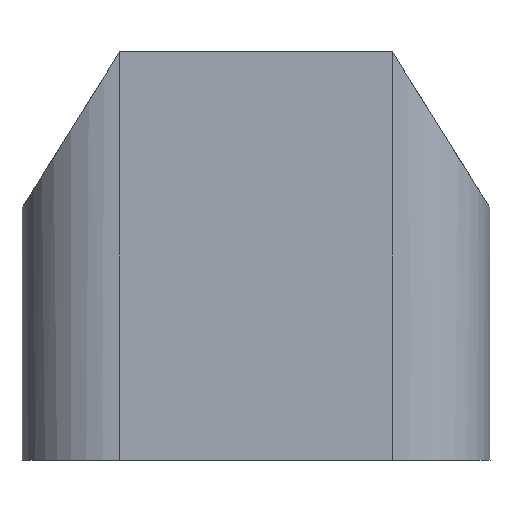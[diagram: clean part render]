
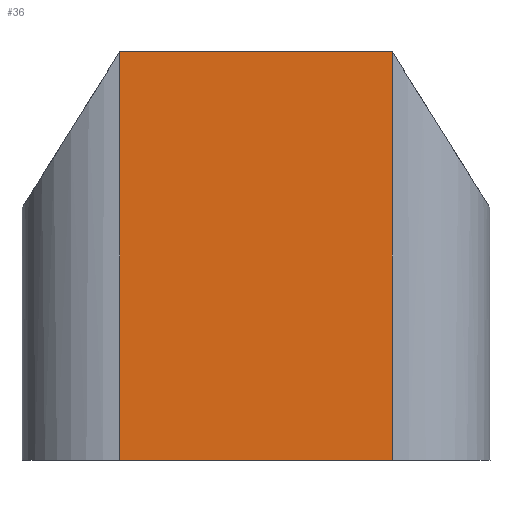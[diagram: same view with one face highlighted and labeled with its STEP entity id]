
A CAD part, left-side view. The second image highlights one B-rep face of the part: STEP entity #36.
In plain terms, the highlighted planar face has unit normal (-1, 0, 0).
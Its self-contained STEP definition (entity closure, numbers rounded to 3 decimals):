
#10 = DIRECTION ( 'NONE',  ( 0., -1., 0. ) ) ;
#14 = EDGE_CURVE ( 'NONE', #239, #268, #289, .T. ) ;
#27 = DIRECTION ( 'NONE',  ( 0., 1., 0. ) ) ;
#32 = FACE_OUTER_BOUND ( 'NONE', #184, .T. ) ;
#36 = ADVANCED_FACE ( 'NONE', ( #32 ), #160, .F. ) ;
#50 = CARTESIAN_POINT ( 'NONE',  ( -7.899, 0., 0. ) ) ;
#62 = AXIS2_PLACEMENT_3D ( 'NONE', #92, #307, #27 ) ;
#92 = CARTESIAN_POINT ( 'NONE',  ( -7.899, 0., 33. ) ) ;
#103 = LINE ( 'NONE', #292, #107 ) ;
#107 = VECTOR ( 'NONE', #167, 1000. ) ;
#147 = ORIENTED_EDGE ( 'NONE', *, *, #173, .T. ) ;
#151 = ORIENTED_EDGE ( 'NONE', *, *, #302, .T. ) ;
#160 = PLANE ( 'NONE',  #62 ) ;
#163 = ORIENTED_EDGE ( 'NONE', *, *, #207, .F. ) ;
#167 = DIRECTION ( 'NONE',  ( 0., 0., -1. ) ) ;
#173 = EDGE_CURVE ( 'NONE', #188, #387, #103, .T. ) ;
#181 = LINE ( 'NONE', #50, #383 ) ;
#184 = EDGE_LOOP ( 'NONE', ( #151, #397, #163, #147 ) ) ;
#188 = VERTEX_POINT ( 'NONE', #290 ) ;
#193 = CARTESIAN_POINT ( 'NONE',  ( -7.899, 0., 33. ) ) ;
#207 = EDGE_CURVE ( 'NONE', #188, #239, #325, .T. ) ;
#233 = CARTESIAN_POINT ( 'NONE',  ( -7.899, 0., 33. ) ) ;
#238 = CARTESIAN_POINT ( 'NONE',  ( -7.899, 22., 0. ) ) ;
#239 = VERTEX_POINT ( 'NONE', #233 ) ;
#268 = VERTEX_POINT ( 'NONE', #327 ) ;
#284 = DIRECTION ( 'NONE',  ( 0., 0., -1. ) ) ;
#289 = LINE ( 'NONE', #193, #374 ) ;
#290 = CARTESIAN_POINT ( 'NONE',  ( -7.899, 22., 33. ) ) ;
#292 = CARTESIAN_POINT ( 'NONE',  ( -7.899, 22., 33. ) ) ;
#302 = EDGE_CURVE ( 'NONE', #387, #268, #181, .T. ) ;
#307 = DIRECTION ( 'NONE',  ( 1., 0., 0. ) ) ;
#325 = LINE ( 'NONE', #385, #411 ) ;
#327 = CARTESIAN_POINT ( 'NONE',  ( -7.899, 0., 0. ) ) ;
#356 = DIRECTION ( 'NONE',  ( 0., -1., 0. ) ) ;
#374 = VECTOR ( 'NONE', #284, 1000. ) ;
#383 = VECTOR ( 'NONE', #10, 1000. ) ;
#385 = CARTESIAN_POINT ( 'NONE',  ( -7.899, 0., 33. ) ) ;
#387 = VERTEX_POINT ( 'NONE', #238 ) ;
#397 = ORIENTED_EDGE ( 'NONE', *, *, #14, .F. ) ;
#411 = VECTOR ( 'NONE', #356, 1000. ) ;
